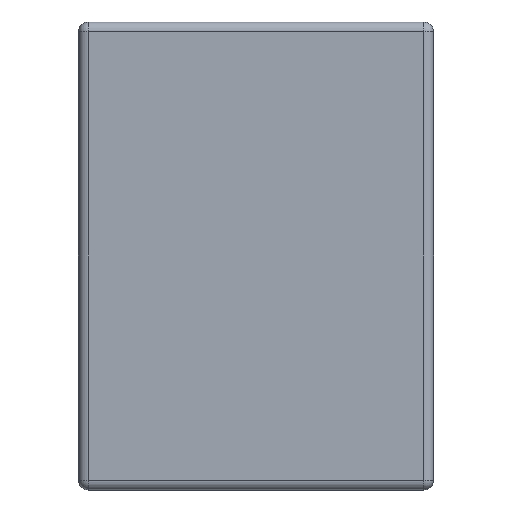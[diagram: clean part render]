
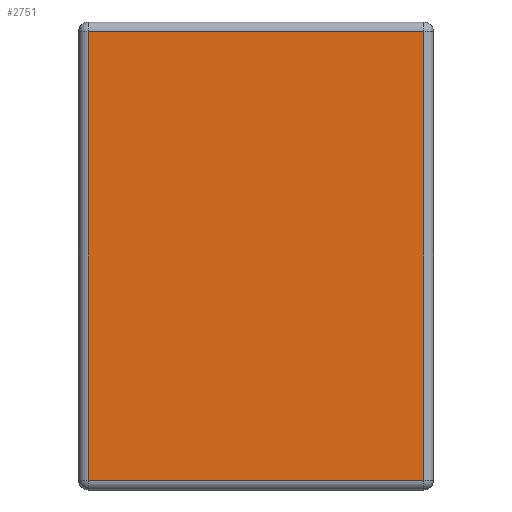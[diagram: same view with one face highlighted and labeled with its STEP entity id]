
A CAD part, left-side view. The second image highlights one B-rep face of the part: STEP entity #2751.
In plain terms, the highlighted planar face has unit normal (-1, 0, 0).
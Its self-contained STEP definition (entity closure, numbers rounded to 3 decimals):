
#38 = VECTOR ( 'NONE', #4312, 1000. ) ;
#86 = ORIENTED_EDGE ( 'NONE', *, *, #1873, .T. ) ;
#211 = CARTESIAN_POINT ( 'NONE',  ( 0., 0.03, -0.03 ) ) ;
#220 = VERTEX_POINT ( 'NONE', #3100 ) ;
#510 = EDGE_CURVE ( 'NONE', #1256, #220, #1411, .T. ) ;
#590 = DIRECTION ( 'NONE',  ( 0., 0., 1. ) ) ;
#891 = VECTOR ( 'NONE', #3805, 1000. ) ;
#1045 = DIRECTION ( 'NONE',  ( -1., 0., 0. ) ) ;
#1256 = VERTEX_POINT ( 'NONE', #4524 ) ;
#1411 = LINE ( 'NONE', #1741, #4197 ) ;
#1446 = EDGE_CURVE ( 'NONE', #220, #3134, #4082, .T. ) ;
#1490 = AXIS2_PLACEMENT_3D ( 'NONE', #3238, #1045, #1798 ) ;
#1649 = ORIENTED_EDGE ( 'NONE', *, *, #510, .T. ) ;
#1741 = CARTESIAN_POINT ( 'NONE',  ( 0., 1.07, -1.45 ) ) ;
#1798 = DIRECTION ( 'NONE',  ( 0., 0., 1. ) ) ;
#1873 = EDGE_CURVE ( 'NONE', #1963, #1256, #3462, .T. ) ;
#1915 = EDGE_CURVE ( 'NONE', #3134, #1963, #3770, .T. ) ;
#1963 = VERTEX_POINT ( 'NONE', #211 ) ;
#2344 = EDGE_LOOP ( 'NONE', ( #3626, #2680, #86, #1649 ) ) ;
#2458 = DIRECTION ( 'NONE',  ( 0., 0., -1. ) ) ;
#2471 = FACE_OUTER_BOUND ( 'NONE', #2344, .T. ) ;
#2494 = CARTESIAN_POINT ( 'NONE',  ( 0., 0., -1.42 ) ) ;
#2680 = ORIENTED_EDGE ( 'NONE', *, *, #1915, .T. ) ;
#2751 = ADVANCED_FACE ( 'NONE', ( #2471 ), #3948, .T. ) ;
#2837 = CARTESIAN_POINT ( 'NONE',  ( 0., 1.1, -0.03 ) ) ;
#3100 = CARTESIAN_POINT ( 'NONE',  ( 0., 1.07, -1.42 ) ) ;
#3134 = VERTEX_POINT ( 'NONE', #3854 ) ;
#3238 = CARTESIAN_POINT ( 'NONE',  ( 0., 0., 0. ) ) ;
#3462 = LINE ( 'NONE', #2837, #891 ) ;
#3626 = ORIENTED_EDGE ( 'NONE', *, *, #1446, .T. ) ;
#3770 = LINE ( 'NONE', #4234, #4492 ) ;
#3805 = DIRECTION ( 'NONE',  ( 0., 1., 0. ) ) ;
#3854 = CARTESIAN_POINT ( 'NONE',  ( 0., 0.03, -1.42 ) ) ;
#3948 = PLANE ( 'NONE',  #1490 ) ;
#4082 = LINE ( 'NONE', #2494, #38 ) ;
#4197 = VECTOR ( 'NONE', #2458, 1000. ) ;
#4234 = CARTESIAN_POINT ( 'NONE',  ( 0., 0.03, 0. ) ) ;
#4312 = DIRECTION ( 'NONE',  ( 0., -1., 0. ) ) ;
#4492 = VECTOR ( 'NONE', #590, 1000. ) ;
#4524 = CARTESIAN_POINT ( 'NONE',  ( 0., 1.07, -0.03 ) ) ;
